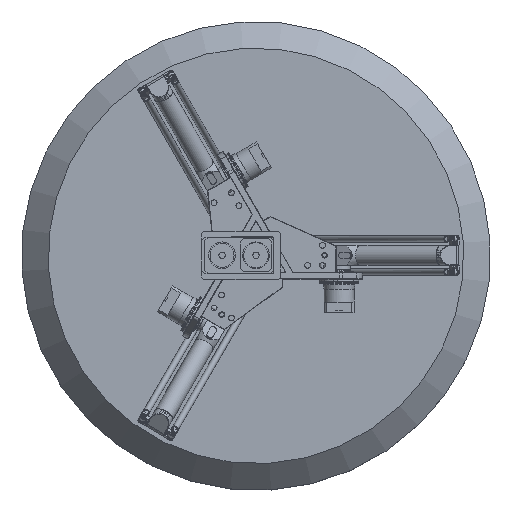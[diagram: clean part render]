
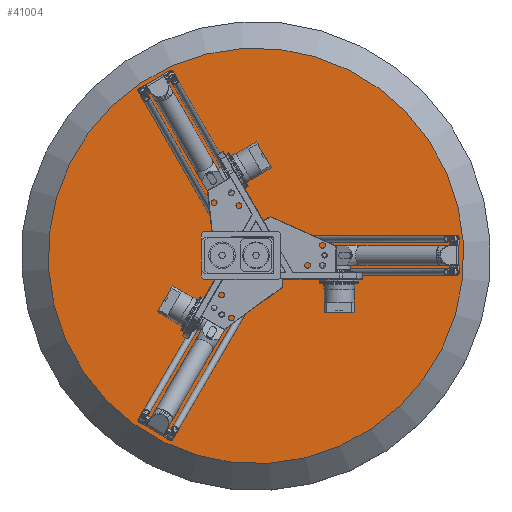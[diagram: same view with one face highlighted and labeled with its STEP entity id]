
A CAD part, top view. The second image highlights one B-rep face of the part: STEP entity #41004.
In plain terms, the highlighted face is planar.
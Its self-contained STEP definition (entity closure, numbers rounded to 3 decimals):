
#2099=PLANE('',#44094);
#11620=FACE_OUTER_BOUND('',#14191,.T.);
#14191=EDGE_LOOP('',(#28944));
#17171=CIRCLE('',#44093,625.);
#19102=VERTEX_POINT('',#60957);
#22904=EDGE_CURVE('',#19102,#19102,#17171,.T.);
#28944=ORIENTED_EDGE('',*,*,#22904,.T.);
#41004=ADVANCED_FACE('',(#11620),#2099,.T.);
#44093=AXIS2_PLACEMENT_3D('',#60958,#48545,#48546);
#44094=AXIS2_PLACEMENT_3D('',#60960,#48548,#48549);
#48545=DIRECTION('center_axis',(0.,0.,-1.));
#48546=DIRECTION('ref_axis',(0.,-1.,0.));
#48548=DIRECTION('center_axis',(0.,0.,-1.));
#48549=DIRECTION('ref_axis',(-1.,0.,0.));
#60957=CARTESIAN_POINT('',(0.,625.,-157.5));
#60958=CARTESIAN_POINT('Origin',(0.,0.,-157.5));
#60960=CARTESIAN_POINT('Origin',(0.,-312.5,-157.5));
